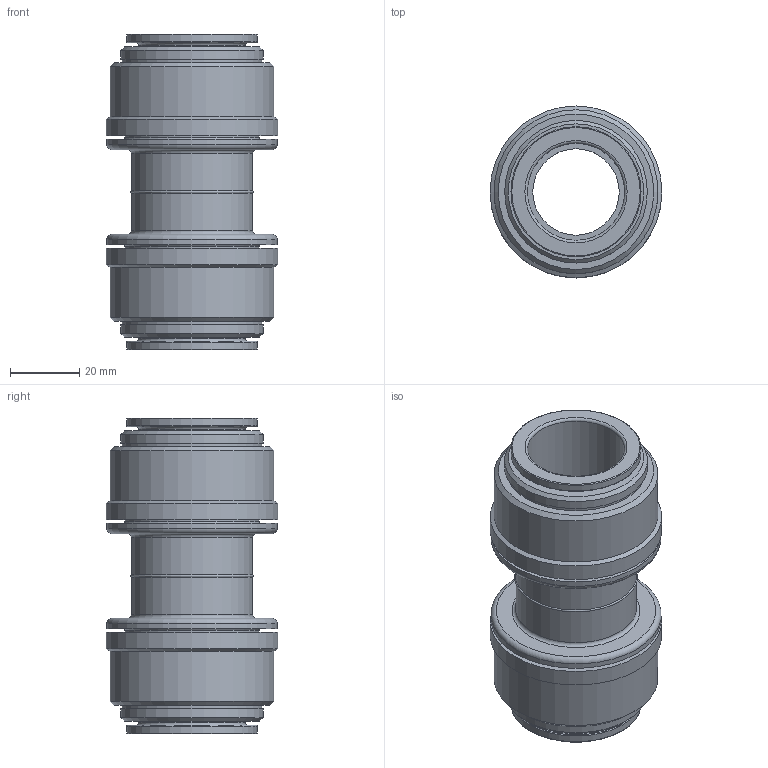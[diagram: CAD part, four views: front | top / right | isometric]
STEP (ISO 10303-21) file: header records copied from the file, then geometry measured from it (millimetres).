
FILE_DESCRIPTION(/* description */ ('STEP AP214'),/* implementation_level */ '2;1');
FILE_NAME(/* name */ '194586_CQ-28',/* time_stamp */ '2024-08-07T22:00:09+02:00',/* author */ ('License CC BY-ND 4.0'),/* organization */ ('CADENAS'),/* preprocessor_version */ 'ST-DEVELOPER v19.3',/* originating_system */ 'PARTsolutions',/* authorisation */ ' ');
FILE_SCHEMA (('AUTOMOTIVE_DESIGN {1 0 10303 214 3 1 1}'));
Length unit declared in the file: millimetre
Products named in the file (1): 194586 CQ-28
Bounding box: 49.5 x 49.5 x 91 mm (x, y, z)
Volume: 75853.4 mm3; surface area: 28514.1 mm2
Topology: 1 solids, 1 shells, 60 faces, 102 edges, 60 vertices
Faces by surface type: cylinder 21, plane 18, torus 15, cone 6
Full cylindrical faces by diameter (mm): 24.9 x1, 28 x2, 30.6 x2, 34.9 x2, 37.5 x2, 38.65 x2, 40.3 x2, 41.1 x2, 47.25 x2, 49.1 x2, 49.5 x2
Entity records: 1238 total; most frequent: DIRECTION 242, CARTESIAN_POINT 181, AXIS2_PLACEMENT_3D 121, ORIENTED_EDGE 120, EDGE_LOOP 120, FACE_BOUND 120, EDGE_CURVE 60, VERTEX_POINT 60
